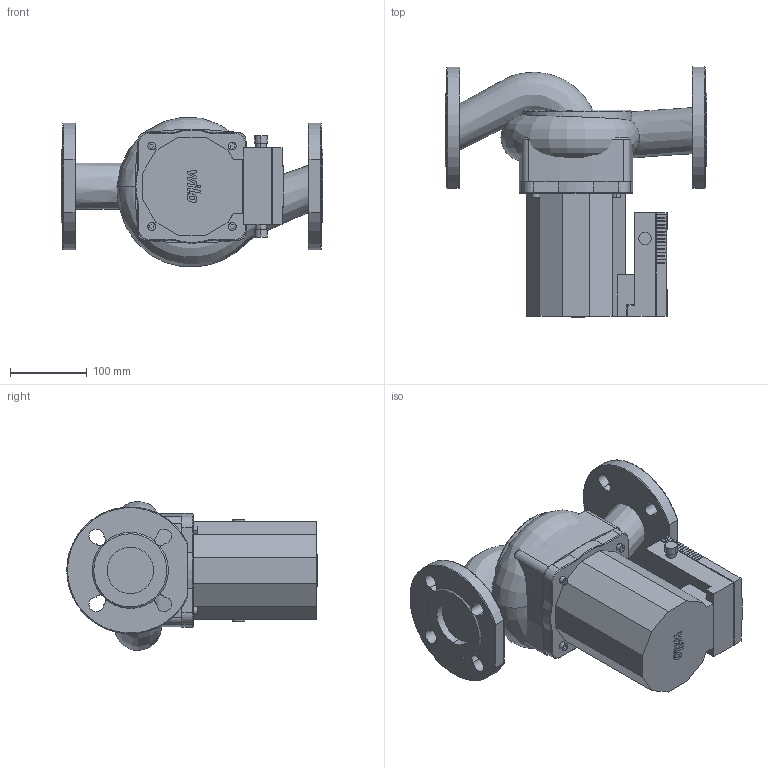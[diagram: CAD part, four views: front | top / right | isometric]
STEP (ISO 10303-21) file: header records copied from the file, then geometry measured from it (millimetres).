
FILE_DESCRIPTION((''),'2;1');
FILE_NAME('3d_TOP-STG50_15DM-2131681.stp','2014-09-03T12:31:26',(''),(''),'Mechanical Desktop 2009','Mechanical Desktop 2009',', , ');
FILE_SCHEMA(('CONFIG_CONTROL_DESIGN'));
Length unit declared in the file: millimetre
Products named in the file (1): Product
Bounding box: 340 x 325.04 x 194.36 mm (x, y, z)
Volume: 7180707.6 mm3; surface area: 476045.6 mm2
Topology: 10 solids, 10 shells, 432 faces, 1171 edges, 770 vertices
Faces by surface type: plane 189, bspline 177, cylinder 44, cone 19, torus 3
Entity records: 18706 total; most frequent: CARTESIAN_POINT 8228, ORIENTED_EDGE 2342, DIRECTION 1809, EDGE_CURVE 1171, VECTOR 857, LINE 857, VERTEX_POINT 770, AXIS2_PLACEMENT_3D 476
